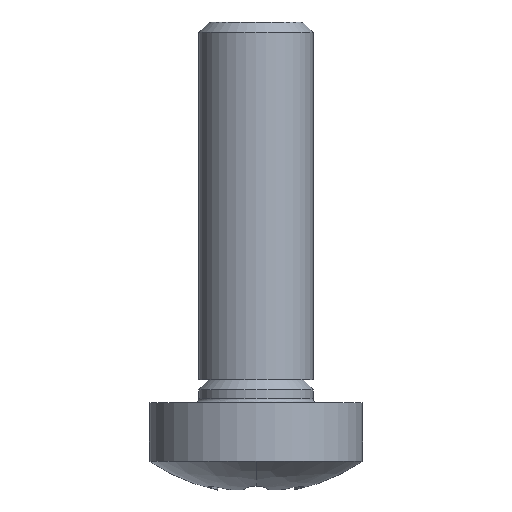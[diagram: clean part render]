
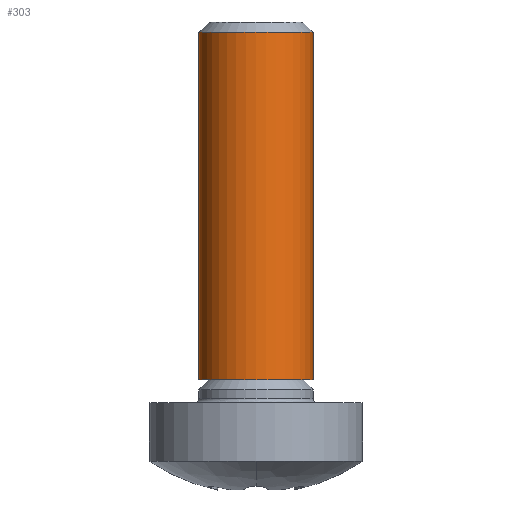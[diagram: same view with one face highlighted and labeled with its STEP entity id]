
A CAD part, front view. The second image highlights one B-rep face of the part: STEP entity #303.
In plain terms, the highlighted cylindrical face has radius 1.5 mm (diameter 3 mm), a partial arc.
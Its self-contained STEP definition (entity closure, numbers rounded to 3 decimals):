
#62 = AXIS2_PLACEMENT_3D ( 'NONE', #285, #389, #930 ) ;
#64 = CARTESIAN_POINT ( 'NONE',  ( 1.5, 0., 9.729 ) ) ;
#96 = VERTEX_POINT ( 'NONE', #64 ) ;
#171 = VERTEX_POINT ( 'NONE', #187 ) ;
#187 = CARTESIAN_POINT ( 'NONE',  ( -1.5, 0., 9.729 ) ) ;
#196 = CARTESIAN_POINT ( 'NONE',  ( 0., 0., 0.6 ) ) ;
#204 = EDGE_CURVE ( 'NONE', #452, #1208, #707, .T. ) ;
#247 = LINE ( 'NONE', #408, #597 ) ;
#252 = ORIENTED_EDGE ( 'NONE', *, *, #554, .F. ) ;
#285 = CARTESIAN_POINT ( 'NONE',  ( 0., 0., 9.729 ) ) ;
#303 = ADVANCED_FACE ( 'NONE', ( #1225 ), #552, .T. ) ;
#319 = ORIENTED_EDGE ( 'NONE', *, *, #204, .T. ) ;
#342 = LINE ( 'NONE', #1303, #856 ) ;
#389 = DIRECTION ( 'NONE',  ( 0., 0., -1. ) ) ;
#408 = CARTESIAN_POINT ( 'NONE',  ( -1.5, 0., 5.165 ) ) ;
#422 = AXIS2_PLACEMENT_3D ( 'NONE', #771, #1325, #878 ) ;
#452 = VERTEX_POINT ( 'NONE', #475 ) ;
#475 = CARTESIAN_POINT ( 'NONE',  ( -1.5, 0., 0.6 ) ) ;
#552 = CYLINDRICAL_SURFACE ( 'NONE', #422, 1.5 ) ;
#554 = EDGE_CURVE ( 'NONE', #452, #171, #247, .T. ) ;
#557 = ORIENTED_EDGE ( 'NONE', *, *, #1017, .T. ) ;
#597 = VECTOR ( 'NONE', #1054, 1000. ) ;
#616 = DIRECTION ( 'NONE',  ( 0., 0., 1. ) ) ;
#627 = DIRECTION ( 'NONE',  ( 0., 0., 1. ) ) ;
#707 = CIRCLE ( 'NONE', #836, 1.5 ) ;
#771 = CARTESIAN_POINT ( 'NONE',  ( 0., 0., 5.165 ) ) ;
#836 = AXIS2_PLACEMENT_3D ( 'NONE', #196, #627, #1063 ) ;
#856 = VECTOR ( 'NONE', #616, 1000. ) ;
#878 = DIRECTION ( 'NONE',  ( 1., 0., 0. ) ) ;
#930 = DIRECTION ( 'NONE',  ( 1., 0., 0. ) ) ;
#939 = CIRCLE ( 'NONE', #62, 1.5 ) ;
#1017 = EDGE_CURVE ( 'NONE', #96, #171, #939, .T. ) ;
#1054 = DIRECTION ( 'NONE',  ( 0., 0., 1. ) ) ;
#1063 = DIRECTION ( 'NONE',  ( 1., 0., 0. ) ) ;
#1143 = EDGE_CURVE ( 'NONE', #1208, #96, #342, .T. ) ;
#1208 = VERTEX_POINT ( 'NONE', #1215 ) ;
#1215 = CARTESIAN_POINT ( 'NONE',  ( 1.5, 0., 0.6 ) ) ;
#1225 = FACE_OUTER_BOUND ( 'NONE', #1364, .T. ) ;
#1241 = ORIENTED_EDGE ( 'NONE', *, *, #1143, .T. ) ;
#1303 = CARTESIAN_POINT ( 'NONE',  ( 1.5, 0., 5.165 ) ) ;
#1325 = DIRECTION ( 'NONE',  ( 0., 0., 1. ) ) ;
#1364 = EDGE_LOOP ( 'NONE', ( #252, #319, #1241, #557 ) ) ;
